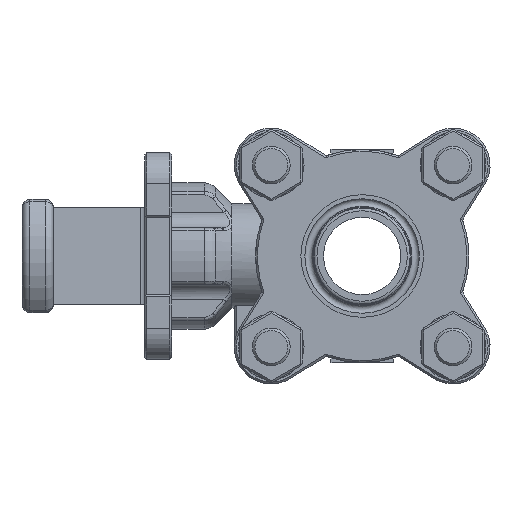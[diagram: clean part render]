
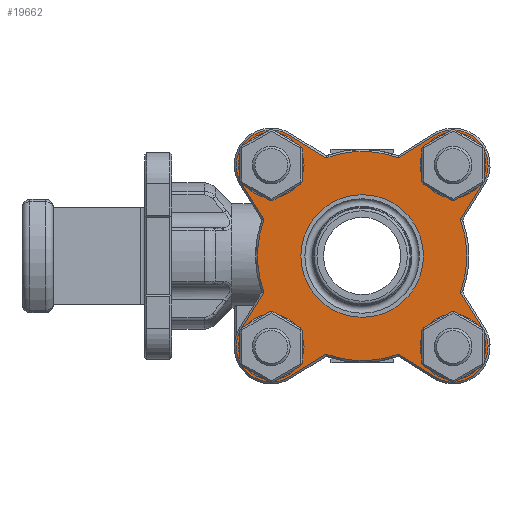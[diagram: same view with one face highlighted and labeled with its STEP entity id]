
A CAD part, left-side view. The second image highlights one B-rep face of the part: STEP entity #19662.
In plain terms, the highlighted face is planar.
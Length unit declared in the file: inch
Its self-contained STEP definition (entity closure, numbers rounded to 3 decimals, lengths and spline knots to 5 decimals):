
#410=CIRCLE('',#20997,0.1875);
#412=CIRCLE('',#21000,0.28125);
#413=CIRCLE('',#21001,0.83938);
#414=CIRCLE('',#21002,0.28125);
#415=CIRCLE('',#21003,0.83938);
#416=CIRCLE('',#21004,0.28125);
#417=CIRCLE('',#21005,0.83938);
#418=CIRCLE('',#21006,0.28125);
#419=CIRCLE('',#21007,0.83938);
#420=CIRCLE('',#21008,0.1875);
#421=CIRCLE('',#21009,0.1875);
#422=CIRCLE('',#21010,0.4375);
#423=CIRCLE('',#21011,0.4375);
#424=CIRCLE('',#21012,0.1875);
#1479=LINE('',#31652,#3282);
#1480=LINE('',#31656,#3283);
#1481=LINE('',#31660,#3284);
#1482=LINE('',#31664,#3285);
#1483=LINE('',#31668,#3286);
#1484=LINE('',#31672,#3287);
#1485=LINE('',#31676,#3288);
#1486=LINE('',#31680,#3289);
#3282=VECTOR('',#23573,0.3937);
#3283=VECTOR('',#23576,0.3937);
#3284=VECTOR('',#23579,0.3937);
#3285=VECTOR('',#23582,0.3937);
#3286=VECTOR('',#23585,0.3937);
#3287=VECTOR('',#23588,0.3937);
#3288=VECTOR('',#23591,0.3937);
#3289=VECTOR('',#23594,0.3937);
#4637=FACE_BOUND('',#6375,.T.);
#4638=FACE_BOUND('',#6376,.T.);
#4639=FACE_BOUND('',#6377,.T.);
#4640=FACE_BOUND('',#6378,.T.);
#4641=FACE_BOUND('',#6379,.T.);
#5211=FACE_OUTER_BOUND('',#6374,.T.);
#6374=EDGE_LOOP('',(#14893,#14894,#14895,#14896,#14897,#14898,#14899,#14900,
#14901,#14902,#14903,#14904,#14905,#14906,#14907,#14908));
#6375=EDGE_LOOP('',(#14909));
#6376=EDGE_LOOP('',(#14910));
#6377=EDGE_LOOP('',(#14911,#14912));
#6378=EDGE_LOOP('',(#14913));
#6379=EDGE_LOOP('',(#14914));
#8512=VERTEX_POINT('',#31644);
#8514=VERTEX_POINT('',#31650);
#8515=VERTEX_POINT('',#31651);
#8516=VERTEX_POINT('',#31653);
#8517=VERTEX_POINT('',#31655);
#8518=VERTEX_POINT('',#31657);
#8519=VERTEX_POINT('',#31659);
#8520=VERTEX_POINT('',#31661);
#8521=VERTEX_POINT('',#31663);
#8522=VERTEX_POINT('',#31665);
#8523=VERTEX_POINT('',#31667);
#8524=VERTEX_POINT('',#31669);
#8525=VERTEX_POINT('',#31671);
#8526=VERTEX_POINT('',#31673);
#8527=VERTEX_POINT('',#31675);
#8528=VERTEX_POINT('',#31677);
#8529=VERTEX_POINT('',#31679);
#8530=VERTEX_POINT('',#31682);
#8531=VERTEX_POINT('',#31684);
#8532=VERTEX_POINT('',#31686);
#8533=VERTEX_POINT('',#31687);
#8534=VERTEX_POINT('',#31690);
#10771=EDGE_CURVE('',#8512,#8512,#410,.T.);
#10774=EDGE_CURVE('',#8514,#8515,#1479,.T.);
#10775=EDGE_CURVE('',#8516,#8514,#412,.T.);
#10776=EDGE_CURVE('',#8517,#8516,#1480,.T.);
#10777=EDGE_CURVE('',#8518,#8517,#413,.T.);
#10778=EDGE_CURVE('',#8519,#8518,#1481,.T.);
#10779=EDGE_CURVE('',#8520,#8519,#414,.T.);
#10780=EDGE_CURVE('',#8521,#8520,#1482,.T.);
#10781=EDGE_CURVE('',#8522,#8521,#415,.T.);
#10782=EDGE_CURVE('',#8523,#8522,#1483,.T.);
#10783=EDGE_CURVE('',#8524,#8523,#416,.T.);
#10784=EDGE_CURVE('',#8525,#8524,#1484,.T.);
#10785=EDGE_CURVE('',#8526,#8525,#417,.T.);
#10786=EDGE_CURVE('',#8527,#8526,#1485,.T.);
#10787=EDGE_CURVE('',#8528,#8527,#418,.T.);
#10788=EDGE_CURVE('',#8529,#8528,#1486,.T.);
#10789=EDGE_CURVE('',#8515,#8529,#419,.T.);
#10790=EDGE_CURVE('',#8530,#8530,#420,.T.);
#10791=EDGE_CURVE('',#8531,#8531,#421,.T.);
#10792=EDGE_CURVE('',#8532,#8533,#422,.T.);
#10793=EDGE_CURVE('',#8533,#8532,#423,.T.);
#10794=EDGE_CURVE('',#8534,#8534,#424,.T.);
#14893=ORIENTED_EDGE('',*,*,#10774,.F.);
#14894=ORIENTED_EDGE('',*,*,#10775,.F.);
#14895=ORIENTED_EDGE('',*,*,#10776,.F.);
#14896=ORIENTED_EDGE('',*,*,#10777,.F.);
#14897=ORIENTED_EDGE('',*,*,#10778,.F.);
#14898=ORIENTED_EDGE('',*,*,#10779,.F.);
#14899=ORIENTED_EDGE('',*,*,#10780,.F.);
#14900=ORIENTED_EDGE('',*,*,#10781,.F.);
#14901=ORIENTED_EDGE('',*,*,#10782,.F.);
#14902=ORIENTED_EDGE('',*,*,#10783,.F.);
#14903=ORIENTED_EDGE('',*,*,#10784,.F.);
#14904=ORIENTED_EDGE('',*,*,#10785,.F.);
#14905=ORIENTED_EDGE('',*,*,#10786,.F.);
#14906=ORIENTED_EDGE('',*,*,#10787,.F.);
#14907=ORIENTED_EDGE('',*,*,#10788,.F.);
#14908=ORIENTED_EDGE('',*,*,#10789,.F.);
#14909=ORIENTED_EDGE('',*,*,#10790,.F.);
#14910=ORIENTED_EDGE('',*,*,#10791,.F.);
#14911=ORIENTED_EDGE('',*,*,#10792,.F.);
#14912=ORIENTED_EDGE('',*,*,#10793,.F.);
#14913=ORIENTED_EDGE('',*,*,#10794,.F.);
#14914=ORIENTED_EDGE('',*,*,#10771,.F.);
#18094=PLANE('',#20999);
#19662=ADVANCED_FACE('',(#5211,#4637,#4638,#4639,#4640,#4641),#18094,.T.);
#20997=AXIS2_PLACEMENT_3D('',#31645,#23566,#23567);
#20999=AXIS2_PLACEMENT_3D('',#31649,#23571,#23572);
#21000=AXIS2_PLACEMENT_3D('',#31654,#23574,#23575);
#21001=AXIS2_PLACEMENT_3D('',#31658,#23577,#23578);
#21002=AXIS2_PLACEMENT_3D('',#31662,#23580,#23581);
#21003=AXIS2_PLACEMENT_3D('',#31666,#23583,#23584);
#21004=AXIS2_PLACEMENT_3D('',#31670,#23586,#23587);
#21005=AXIS2_PLACEMENT_3D('',#31674,#23589,#23590);
#21006=AXIS2_PLACEMENT_3D('',#31678,#23592,#23593);
#21007=AXIS2_PLACEMENT_3D('',#31681,#23595,#23596);
#21008=AXIS2_PLACEMENT_3D('',#31683,#23597,#23598);
#21009=AXIS2_PLACEMENT_3D('',#31685,#23599,#23600);
#21010=AXIS2_PLACEMENT_3D('',#31688,#23601,#23602);
#21011=AXIS2_PLACEMENT_3D('',#31689,#23603,#23604);
#21012=AXIS2_PLACEMENT_3D('',#31691,#23605,#23606);
#23566=DIRECTION('center_axis',(1.,0.,0.));
#23567=DIRECTION('ref_axis',(0.,0.,1.));
#23571=DIRECTION('center_axis',(1.,0.,0.));
#23572=DIRECTION('ref_axis',(0.,0.,-1.));
#23573=DIRECTION('',(0.,0.528,0.849));
#23574=DIRECTION('center_axis',(-1.,0.,0.));
#23575=DIRECTION('ref_axis',(0.,-0.849,0.528));
#23576=DIRECTION('',(0.,-0.849,-0.528));
#23577=DIRECTION('center_axis',(-1.,0.,0.));
#23578=DIRECTION('ref_axis',(0.,1.,0.));
#23579=DIRECTION('',(0.,-0.849,0.528));
#23580=DIRECTION('center_axis',(-1.,0.,0.));
#23581=DIRECTION('ref_axis',(0.,-0.528,-0.849));
#23582=DIRECTION('',(0.,0.528,-0.849));
#23583=DIRECTION('center_axis',(-1.,0.,0.));
#23584=DIRECTION('ref_axis',(0.,1.,0.));
#23585=DIRECTION('',(0.,-0.528,-0.849));
#23586=DIRECTION('center_axis',(-1.,0.,0.));
#23587=DIRECTION('ref_axis',(0.,0.849,-0.528));
#23588=DIRECTION('',(0.,0.849,0.528));
#23589=DIRECTION('center_axis',(-1.,0.,0.));
#23590=DIRECTION('ref_axis',(0.,1.,0.));
#23591=DIRECTION('',(0.,0.849,-0.528));
#23592=DIRECTION('center_axis',(-1.,0.,0.));
#23593=DIRECTION('ref_axis',(0.,0.528,0.849));
#23594=DIRECTION('',(0.,-0.528,0.849));
#23595=DIRECTION('center_axis',(-1.,0.,0.));
#23596=DIRECTION('ref_axis',(0.,-1.,0.));
#23597=DIRECTION('center_axis',(1.,0.,0.));
#23598=DIRECTION('ref_axis',(0.,0.,1.));
#23599=DIRECTION('center_axis',(1.,0.,0.));
#23600=DIRECTION('ref_axis',(0.,0.,1.));
#23601=DIRECTION('center_axis',(1.,0.,0.));
#23602=DIRECTION('ref_axis',(0.,1.,0.));
#23603=DIRECTION('center_axis',(1.,0.,0.));
#23604=DIRECTION('ref_axis',(0.,1.,0.));
#23605=DIRECTION('center_axis',(1.,0.,0.));
#23606=DIRECTION('ref_axis',(0.,0.,1.));
#31644=CARTESIAN_POINT('',(-0.64658,0.75743,0.5417));
#31645=CARTESIAN_POINT('Origin',(-0.64658,0.75743,0.7292));
#31649=CARTESIAN_POINT('Origin',(-0.64658,0.67448,0.));
#31650=CARTESIAN_POINT('',(-0.64658,-0.93981,-0.58068));
#31651=CARTESIAN_POINT('',(-0.64658,-0.7593,-0.29042));
#31652=CARTESIAN_POINT('',(-0.64658,-0.49625,0.13256));
#31653=CARTESIAN_POINT('',(-0.64658,-0.55245,-0.96804));
#31654=CARTESIAN_POINT('Origin',(-0.64658,-0.70097,
-0.7292));
#31655=CARTESIAN_POINT('',(-0.64658,-0.26219,-0.78753));
#31656=CARTESIAN_POINT('',(-0.64658,0.10699,-0.55794));
#31657=CARTESIAN_POINT('',(-0.64658,0.31865,-0.78753));
#31658=CARTESIAN_POINT('Origin',(-0.64658,0.02823,
0.));
#31659=CARTESIAN_POINT('',(-0.64658,0.60891,-0.96804));
#31660=CARTESIAN_POINT('',(-0.64658,0.27359,-0.75951));
#31661=CARTESIAN_POINT('',(-0.64658,0.99627,-0.58068));
#31662=CARTESIAN_POINT('Origin',(-0.64658,0.75743,-0.7292));
#31663=CARTESIAN_POINT('',(-0.64658,0.81576,-0.29042));
#31664=CARTESIAN_POINT('',(-0.64658,0.82119,-0.29916));
#31665=CARTESIAN_POINT('',(-0.64658,0.81576,0.29042));
#31666=CARTESIAN_POINT('Origin',(-0.64658,0.02823,
0.));
#31667=CARTESIAN_POINT('',(-0.64658,0.99627,0.58068));
#31668=CARTESIAN_POINT('',(-0.64658,0.73294,0.15726));
#31669=CARTESIAN_POINT('',(-0.64658,0.60891,0.96804));
#31670=CARTESIAN_POINT('Origin',(-0.64658,0.75743,0.7292));
#31671=CARTESIAN_POINT('',(-0.64658,0.31865,0.78753));
#31672=CARTESIAN_POINT('',(-0.64658,0.41549,0.84775));
#31673=CARTESIAN_POINT('',(-0.64658,-0.26219,0.78753));
#31674=CARTESIAN_POINT('Origin',(-0.64658,0.02823,
0.));
#31675=CARTESIAN_POINT('',(-0.64658,-0.55245,0.96804));
#31676=CARTESIAN_POINT('',(-0.64658,0.24889,0.46969));
#31677=CARTESIAN_POINT('',(-0.64658,-0.93981,0.58068));
#31678=CARTESIAN_POINT('Origin',(-0.64658,-0.70097,
0.7292));
#31679=CARTESIAN_POINT('',(-0.64658,-0.7593,0.29042));
#31680=CARTESIAN_POINT('',(-0.64658,-0.5845,0.00934));
#31681=CARTESIAN_POINT('Origin',(-0.64658,0.02823,
0.));
#31682=CARTESIAN_POINT('',(-0.64658,0.75743,-0.9167));
#31683=CARTESIAN_POINT('Origin',(-0.64658,0.75743,-0.7292));
#31684=CARTESIAN_POINT('',(-0.64658,-0.70097,-0.9167));
#31685=CARTESIAN_POINT('Origin',(-0.64658,-0.70097,
-0.7292));
#31686=CARTESIAN_POINT('',(-0.64658,0.46573,0.));
#31687=CARTESIAN_POINT('',(-0.64658,0.02823,0.4375));
#31688=CARTESIAN_POINT('Origin',(-0.64658,0.02823,
0.));
#31689=CARTESIAN_POINT('Origin',(-0.64658,0.02823,
0.));
#31690=CARTESIAN_POINT('',(-0.64658,-0.70097,0.5417));
#31691=CARTESIAN_POINT('Origin',(-0.64658,-0.70097,
0.7292));
